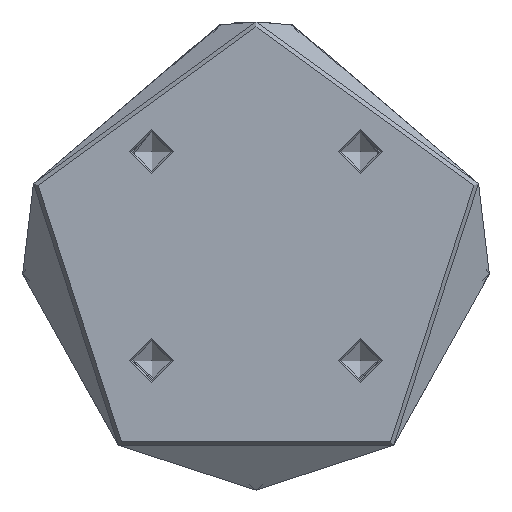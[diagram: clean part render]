
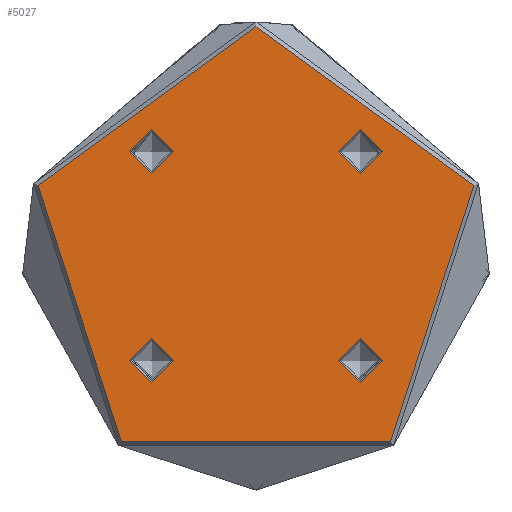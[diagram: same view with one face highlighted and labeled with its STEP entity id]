
A CAD part, front view. The second image highlights one B-rep face of the part: STEP entity #5027.
In plain terms, the highlighted face is planar.
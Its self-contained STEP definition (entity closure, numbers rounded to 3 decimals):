
#106 = FACE_BOUND ( 'NONE', #729, .T. ) ;
#216 = AXIS2_PLACEMENT_3D ( 'NONE', #4360, #1350, #4850 ) ;
#369 = EDGE_CURVE ( 'NONE', #795, #795, #817, .T. ) ;
#471 = DIRECTION ( 'NONE',  ( 0., 0., -1. ) ) ;
#500 = EDGE_CURVE ( 'NONE', #3028, #3028, #5296, .T. ) ;
#555 = VERTEX_POINT ( 'NONE', #839 ) ;
#566 = CARTESIAN_POINT ( 'NONE',  ( 0., 0., 0. ) ) ;
#648 = EDGE_CURVE ( 'NONE', #555, #555, #2589, .T. ) ;
#729 = EDGE_LOOP ( 'NONE', ( #2686 ) ) ;
#795 = VERTEX_POINT ( 'NONE', #1792 ) ;
#817 = CIRCLE ( 'NONE', #6253, 4.5 ) ;
#839 = CARTESIAN_POINT ( 'NONE',  ( -25.713, -21.213, 0. ) ) ;
#858 = FACE_OUTER_BOUND ( 'NONE', #1036, .T. ) ;
#1036 = EDGE_LOOP ( 'NONE', ( #1165 ) ) ;
#1046 = EDGE_LOOP ( 'NONE', ( #4482 ) ) ;
#1049 = DIRECTION ( 'NONE',  ( -1., 0., 0. ) ) ;
#1165 = ORIENTED_EDGE ( 'NONE', *, *, #500, .T. ) ;
#1315 = CIRCLE ( 'NONE', #5218, 4.5 ) ;
#1341 = EDGE_CURVE ( 'NONE', #5740, #5740, #5352, .T. ) ;
#1350 = DIRECTION ( 'NONE',  ( 0., 0., 1. ) ) ;
#1605 = DIRECTION ( 'NONE',  ( 0., 0., 1. ) ) ;
#1749 = DIRECTION ( 'NONE',  ( 0., 0., 1. ) ) ;
#1792 = CARTESIAN_POINT ( 'NONE',  ( 25.713, -21.213, 0. ) ) ;
#1861 = EDGE_CURVE ( 'NONE', #3072, #3072, #1315, .T. ) ;
#2036 = CARTESIAN_POINT ( 'NONE',  ( -21.213, 21.213, 0. ) ) ;
#2159 = ORIENTED_EDGE ( 'NONE', *, *, #648, .F. ) ;
#2220 = FACE_BOUND ( 'NONE', #3082, .T. ) ;
#2291 = AXIS2_PLACEMENT_3D ( 'NONE', #4611, #1605, #5093 ) ;
#2529 = DIRECTION ( 'NONE',  ( -1., 0., 0. ) ) ;
#2589 = CIRCLE ( 'NONE', #2291, 4.5 ) ;
#2686 = ORIENTED_EDGE ( 'NONE', *, *, #369, .T. ) ;
#2810 = ORIENTED_EDGE ( 'NONE', *, *, #1341, .F. ) ;
#3028 = VERTEX_POINT ( 'NONE', #5739 ) ;
#3072 = VERTEX_POINT ( 'NONE', #3324 ) ;
#3082 = EDGE_LOOP ( 'NONE', ( #2810 ) ) ;
#3324 = CARTESIAN_POINT ( 'NONE',  ( -25.713, 21.213, 0. ) ) ;
#3438 = CARTESIAN_POINT ( 'NONE',  ( 21.213, -21.213, 0. ) ) ;
#3956 = DIRECTION ( 'NONE',  ( 1., 0., 0. ) ) ;
#4058 = DIRECTION ( 'NONE',  ( 0., 0., -1. ) ) ;
#4360 = CARTESIAN_POINT ( 'NONE',  ( 0., 0., 0. ) ) ;
#4482 = ORIENTED_EDGE ( 'NONE', *, *, #1861, .T. ) ;
#4510 = PLANE ( 'NONE',  #4680 ) ;
#4611 = CARTESIAN_POINT ( 'NONE',  ( -21.213, -21.213, 0. ) ) ;
#4680 = AXIS2_PLACEMENT_3D ( 'NONE', #566, #4058, #1049 ) ;
#4757 = CARTESIAN_POINT ( 'NONE',  ( 21.213, 21.213, 0. ) ) ;
#4850 = DIRECTION ( 'NONE',  ( 1., 0., 0. ) ) ;
#5009 = EDGE_LOOP ( 'NONE', ( #2159 ) ) ;
#5027 = ADVANCED_FACE ( 'NONE', ( #5262, #5945, #106, #2220, #858 ), #4510, .F. ) ;
#5093 = DIRECTION ( 'NONE',  ( -1., 0., 0. ) ) ;
#5218 = AXIS2_PLACEMENT_3D ( 'NONE', #2036, #5494, #2529 ) ;
#5227 = DIRECTION ( 'NONE',  ( 1., 0., 0. ) ) ;
#5262 = FACE_BOUND ( 'NONE', #5009, .T. ) ;
#5291 = CARTESIAN_POINT ( 'NONE',  ( 25.713, 21.213, 0. ) ) ;
#5296 = CIRCLE ( 'NONE', #216, 46.5 ) ;
#5352 = CIRCLE ( 'NONE', #5888, 4.5 ) ;
#5494 = DIRECTION ( 'NONE',  ( 0., 0., -1. ) ) ;
#5739 = CARTESIAN_POINT ( 'NONE',  ( 46.5, 0., 0. ) ) ;
#5740 = VERTEX_POINT ( 'NONE', #5291 ) ;
#5888 = AXIS2_PLACEMENT_3D ( 'NONE', #4757, #1749, #5227 ) ;
#5945 = FACE_BOUND ( 'NONE', #1046, .T. ) ;
#6253 = AXIS2_PLACEMENT_3D ( 'NONE', #3438, #471, #3956 ) ;
